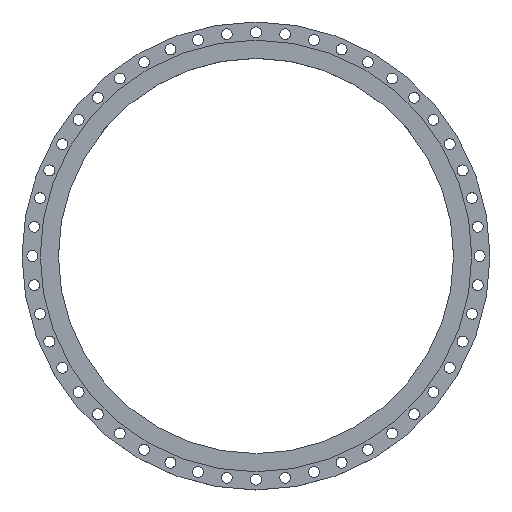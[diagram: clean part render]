
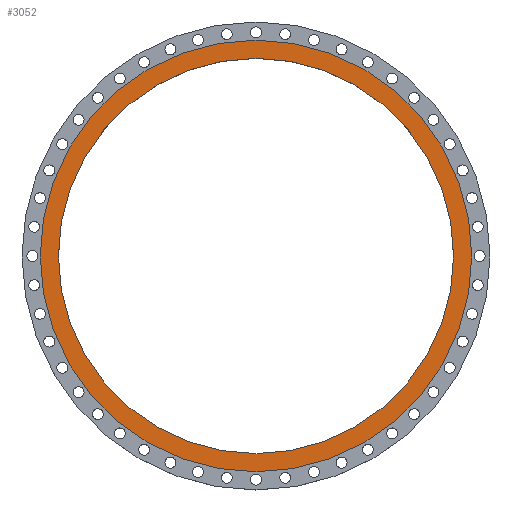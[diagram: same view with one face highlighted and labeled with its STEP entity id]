
A CAD part, top view. The second image highlights one B-rep face of the part: STEP entity #3052.
In plain terms, the highlighted planar face has unit normal (0, 0, 1).
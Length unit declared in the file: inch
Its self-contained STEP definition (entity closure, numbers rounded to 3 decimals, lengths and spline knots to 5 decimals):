
#21 = DIRECTION ( 'NONE',  ( 1., 0., 0. ) ) ;
#76 = DIRECTION ( 'NONE',  ( 0., 0., -1. ) ) ;
#94 = CIRCLE ( 'NONE', #2386, 20.375 ) ;
#114 = FACE_OUTER_BOUND ( 'NONE', #2830, .T. ) ;
#242 = VERTEX_POINT ( 'NONE', #3202 ) ;
#313 = CARTESIAN_POINT ( 'NONE',  ( 0., 0., 0. ) ) ;
#337 = DIRECTION ( 'NONE',  ( 0., 0., 1. ) ) ;
#514 = CARTESIAN_POINT ( 'NONE',  ( 0., 0., 0. ) ) ;
#693 = VERTEX_POINT ( 'NONE', #1430 ) ;
#751 = EDGE_CURVE ( 'NONE', #1613, #242, #3810, .T. ) ;
#857 = AXIS2_PLACEMENT_3D ( 'NONE', #514, #3663, #889 ) ;
#889 = DIRECTION ( 'NONE',  ( 1., 0., 0. ) ) ;
#948 = CIRCLE ( 'NONE', #3643, 20.375 ) ;
#985 = CIRCLE ( 'NONE', #3555, 22.25 ) ;
#1057 = AXIS2_PLACEMENT_3D ( 'NONE', #2617, #76, #3870 ) ;
#1082 = CARTESIAN_POINT ( 'NONE',  ( 22.25, 0., 0. ) ) ;
#1351 = PLANE ( 'NONE',  #1057 ) ;
#1430 = CARTESIAN_POINT ( 'NONE',  ( 20.375, 0., 0. ) ) ;
#1608 = CARTESIAN_POINT ( 'NONE',  ( 0., 0., 0. ) ) ;
#1613 = VERTEX_POINT ( 'NONE', #1082 ) ;
#1619 = CARTESIAN_POINT ( 'NONE',  ( 0., 0., 0. ) ) ;
#1900 = EDGE_CURVE ( 'NONE', #242, #1613, #985, .T. ) ;
#2156 = ORIENTED_EDGE ( 'NONE', *, *, #751, .T. ) ;
#2386 = AXIS2_PLACEMENT_3D ( 'NONE', #1619, #3774, #2540 ) ;
#2419 = EDGE_CURVE ( 'NONE', #693, #2978, #94, .T. ) ;
#2517 = ORIENTED_EDGE ( 'NONE', *, *, #3674, .F. ) ;
#2540 = DIRECTION ( 'NONE',  ( 1., 0., 0. ) ) ;
#2617 = CARTESIAN_POINT ( 'NONE',  ( 0., 20.375, 0. ) ) ;
#2815 = DIRECTION ( 'NONE',  ( 1., 0., 0. ) ) ;
#2830 = EDGE_LOOP ( 'NONE', ( #2156, #3670 ) ) ;
#2933 = FACE_BOUND ( 'NONE', #3691, .T. ) ;
#2978 = VERTEX_POINT ( 'NONE', #3578 ) ;
#3052 = ADVANCED_FACE ( 'NONE', ( #2933, #114 ), #1351, .F. ) ;
#3202 = CARTESIAN_POINT ( 'NONE',  ( -22.25, 0., 0. ) ) ;
#3555 = AXIS2_PLACEMENT_3D ( 'NONE', #1608, #337, #21 ) ;
#3578 = CARTESIAN_POINT ( 'NONE',  ( -20.375, 0., 0. ) ) ;
#3643 = AXIS2_PLACEMENT_3D ( 'NONE', #313, #4065, #2815 ) ;
#3663 = DIRECTION ( 'NONE',  ( 0., 0., 1. ) ) ;
#3670 = ORIENTED_EDGE ( 'NONE', *, *, #1900, .T. ) ;
#3674 = EDGE_CURVE ( 'NONE', #2978, #693, #948, .T. ) ;
#3691 = EDGE_LOOP ( 'NONE', ( #3963, #2517 ) ) ;
#3774 = DIRECTION ( 'NONE',  ( 0., 0., 1. ) ) ;
#3810 = CIRCLE ( 'NONE', #857, 22.25 ) ;
#3870 = DIRECTION ( 'NONE',  ( -1., 0., 0. ) ) ;
#3963 = ORIENTED_EDGE ( 'NONE', *, *, #2419, .F. ) ;
#4065 = DIRECTION ( 'NONE',  ( 0., 0., 1. ) ) ;
